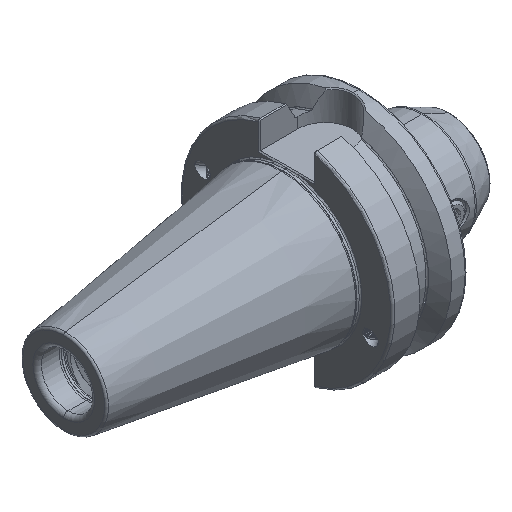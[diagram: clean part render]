
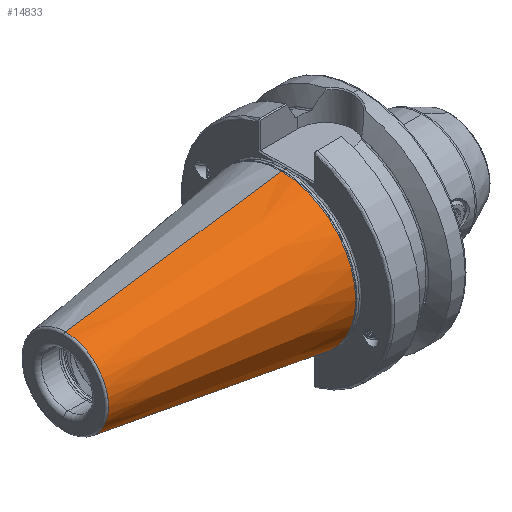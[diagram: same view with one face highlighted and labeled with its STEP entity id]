
A CAD part, isometric view. The second image highlights one B-rep face of the part: STEP entity #14833.
In plain terms, the highlighted conical face has half-angle 8.297 degrees and reference radius 34.998 mm.
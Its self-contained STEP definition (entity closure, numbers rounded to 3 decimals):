
#591 = EDGE_CURVE ( 'NONE', #3005, #3055, #3468, .T. ) ;
#1446 = CARTESIAN_POINT ( 'NONE',  ( -103.944, 0., 0. ) ) ;
#1468 = DIRECTION ( 'NONE',  ( 1., 0., 0. ) ) ;
#1480 = DIRECTION ( 'NONE',  ( 0., 0., -1. ) ) ;
#2883 = AXIS2_PLACEMENT_3D ( 'NONE', #1446, #1468, #1480 ) ;
#3005 = VERTEX_POINT ( 'NONE', #16940 ) ;
#3014 = VERTEX_POINT ( 'NONE', #16921 ) ;
#3055 = VERTEX_POINT ( 'NONE', #16939 ) ;
#3468 = CIRCLE ( 'NONE', #13632, 34.998 ) ;
#4057 = EDGE_LOOP ( 'NONE', ( #12793, #15112, #15104, #15110 ) ) ;
#4356 = CIRCLE ( 'NONE', #2883, 20.204 ) ;
#4550 = VERTEX_POINT ( 'NONE', #17146 ) ;
#4779 = VECTOR ( 'NONE', #12394, 1000. ) ;
#4785 = LINE ( 'NONE', #12400, #4823 ) ;
#4802 = LINE ( 'NONE', #12404, #4779 ) ;
#4823 = VECTOR ( 'NONE', #12401, 1000. ) ;
#5024 = FACE_OUTER_BOUND ( 'NONE', #4057, .T. ) ;
#5034 = CONICAL_SURFACE ( 'NONE', #15242, 34.998, 0.145 ) ;
#8951 = DIRECTION ( 'NONE',  ( 1., 0., 0. ) ) ;
#8964 = DIRECTION ( 'NONE',  ( 0., 0., -1. ) ) ;
#8976 = CARTESIAN_POINT ( 'NONE',  ( -2.5, 0., 0. ) ) ;
#12394 = DIRECTION ( 'NONE',  ( 0.99, 0., -0.144 ) ) ;
#12400 = CARTESIAN_POINT ( 'NONE',  ( -2.5, 0., 34.998 ) ) ;
#12401 = DIRECTION ( 'NONE',  ( 0.99, 0., 0.144 ) ) ;
#12404 = CARTESIAN_POINT ( 'NONE',  ( -2.5, 0., -34.998 ) ) ;
#12793 = ORIENTED_EDGE ( 'NONE', *, *, #13524, .F. ) ;
#13521 = EDGE_CURVE ( 'NONE', #4550, #3055, #4802, .T. ) ;
#13524 = EDGE_CURVE ( 'NONE', #3014, #3005, #4785, .T. ) ;
#13632 = AXIS2_PLACEMENT_3D ( 'NONE', #15669, #15689, #15690 ) ;
#14833 = ADVANCED_FACE ( 'NONE', ( #5024 ), #5034, .T. ) ;
#15104 = ORIENTED_EDGE ( 'NONE', *, *, #13521, .T. ) ;
#15110 = ORIENTED_EDGE ( 'NONE', *, *, #591, .F. ) ;
#15112 = ORIENTED_EDGE ( 'NONE', *, *, #16370, .T. ) ;
#15242 = AXIS2_PLACEMENT_3D ( 'NONE', #8976, #8951, #8964 ) ;
#15669 = CARTESIAN_POINT ( 'NONE',  ( -2.5, 0., 0. ) ) ;
#15689 = DIRECTION ( 'NONE',  ( 1., 0., 0. ) ) ;
#15690 = DIRECTION ( 'NONE',  ( 0., 0., -1. ) ) ;
#16370 = EDGE_CURVE ( 'NONE', #3014, #4550, #4356, .T. ) ;
#16921 = CARTESIAN_POINT ( 'NONE',  ( -103.944, 0., 20.204 ) ) ;
#16939 = CARTESIAN_POINT ( 'NONE',  ( -2.5, 0., -34.998 ) ) ;
#16940 = CARTESIAN_POINT ( 'NONE',  ( -2.5, 0., 34.998 ) ) ;
#17146 = CARTESIAN_POINT ( 'NONE',  ( -103.944, 0., -20.204 ) ) ;
